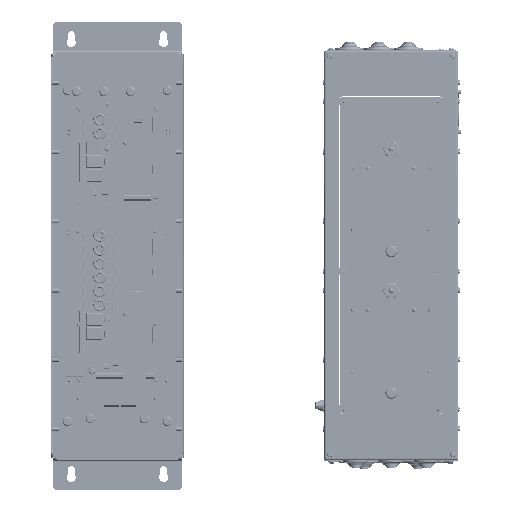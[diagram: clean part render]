
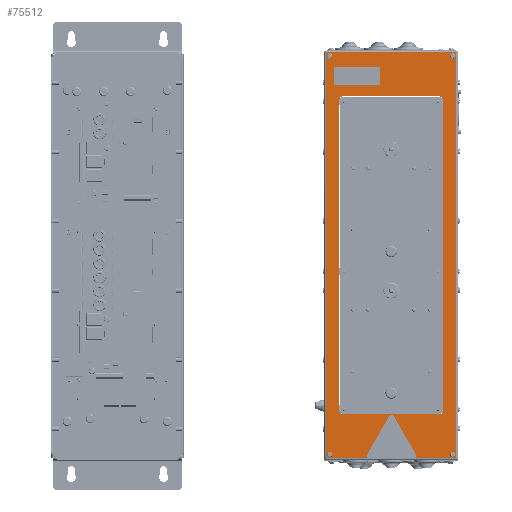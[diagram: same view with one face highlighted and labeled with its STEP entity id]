
A CAD part, top view. The second image highlights one B-rep face of the part: STEP entity #75512.
In plain terms, the highlighted planar face has unit normal (0, 0, 1).
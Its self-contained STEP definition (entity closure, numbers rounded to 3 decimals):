
#75512=ADVANCED_FACE('',(#142887,#142889,#142891,#142893,#142895,#142897),#142899,
.T.);
#142887=FACE_BOUND('',#142888,.T.);
#142888=EDGE_LOOP('',(#186519,#186520,#186521,#186522));
#142889=FACE_BOUND('',#142890,.T.);
#142890=EDGE_LOOP('',(#186523,#186524,#186525,#186526,#186527,#186528,#186529,#186530));
#142891=FACE_BOUND('',#142892,.T.);
#142892=EDGE_LOOP('',(#186531));
#142893=FACE_BOUND('',#142894,.T.);
#142894=EDGE_LOOP('',(#186532));
#142895=FACE_BOUND('',#142896,.T.);
#142896=EDGE_LOOP('',(#186533));
#142897=FACE_BOUND('',#142898,.T.);
#142898=EDGE_LOOP('',(#186534));
#142899=PLANE('',#142900);
#142900=AXIS2_PLACEMENT_3D('',#142901,#142902,#142903);
#142901=CARTESIAN_POINT('',(476.28,477.154,324.008));
#142902=DIRECTION('',(0.,0.,1.));
#142903=DIRECTION('',(1.,0.,0.));
#186519=ORIENTED_EDGE('',*,*,#228790,.T.);
#186520=ORIENTED_EDGE('',*,*,#228791,.T.);
#186521=ORIENTED_EDGE('',*,*,#228792,.T.);
#186522=ORIENTED_EDGE('',*,*,#228793,.T.);
#186523=ORIENTED_EDGE('',*,*,#228742,.T.);
#186524=ORIENTED_EDGE('',*,*,#228757,.T.);
#186525=ORIENTED_EDGE('',*,*,#228755,.T.);
#186526=ORIENTED_EDGE('',*,*,#228753,.T.);
#186527=ORIENTED_EDGE('',*,*,#228751,.T.);
#186528=ORIENTED_EDGE('',*,*,#228749,.T.);
#186529=ORIENTED_EDGE('',*,*,#228747,.T.);
#186530=ORIENTED_EDGE('',*,*,#228745,.T.);
#186531=ORIENTED_EDGE('',*,*,#228741,.T.);
#186532=ORIENTED_EDGE('',*,*,#228740,.T.);
#186533=ORIENTED_EDGE('',*,*,#228739,.T.);
#186534=ORIENTED_EDGE('',*,*,#228738,.T.);
#228738=EDGE_CURVE('',#275148,#275148,#275149,.F.);
#228739=EDGE_CURVE('',#275150,#275150,#275151,.F.);
#228740=EDGE_CURVE('',#275152,#275152,#275153,.F.);
#228741=EDGE_CURVE('',#275154,#275154,#275155,.F.);
#228742=EDGE_CURVE('',#275156,#275157,#275158,.F.);
#228745=EDGE_CURVE('',#275161,#275156,#275162,.F.);
#228747=EDGE_CURVE('',#275164,#275161,#275165,.F.);
#228749=EDGE_CURVE('',#275167,#275164,#275168,.F.);
#228751=EDGE_CURVE('',#275170,#275167,#275171,.F.);
#228753=EDGE_CURVE('',#275173,#275170,#275174,.F.);
#228755=EDGE_CURVE('',#275176,#275173,#275177,.F.);
#228757=EDGE_CURVE('',#275157,#275176,#275179,.F.);
#228790=EDGE_CURVE('',#275192,#275180,#275232,.T.);
#228791=EDGE_CURVE('',#275180,#275218,#275233,.T.);
#228792=EDGE_CURVE('',#275218,#275205,#275234,.T.);
#228793=EDGE_CURVE('',#275205,#275192,#275235,.T.);
#275148=VERTEX_POINT('',#381514);
#275149=CIRCLE('',#381515,2.5);
#275150=VERTEX_POINT('',#381519);
#275151=CIRCLE('',#381520,2.5);
#275152=VERTEX_POINT('',#381524);
#275153=CIRCLE('',#381525,2.5);
#275154=VERTEX_POINT('',#381529);
#275155=CIRCLE('',#381530,2.5);
#275156=VERTEX_POINT('',#381534);
#275157=VERTEX_POINT('',#381535);
#275158=LINE('',#381536,#381537);
#275161=VERTEX_POINT('',#381545);
#275162=CIRCLE('',#381546,5.);
#275164=VERTEX_POINT('',#381553);
#275165=LINE('',#381554,#381555);
#275167=VERTEX_POINT('',#381560);
#275168=CIRCLE('',#381561,5.);
#275170=VERTEX_POINT('',#381568);
#275171=LINE('',#381569,#381570);
#275173=VERTEX_POINT('',#381575);
#275174=CIRCLE('',#381576,5.);
#275176=VERTEX_POINT('',#381583);
#275177=LINE('',#381584,#381585);
#275179=CIRCLE('',#381590,5.);
#275180=VERTEX_POINT('',#381594);
#275192=VERTEX_POINT('',#381699);
#275205=VERTEX_POINT('',#381888);
#275218=VERTEX_POINT('',#382077);
#275232=LINE('',#382283,#382284);
#275233=LINE('',#382286,#382287);
#275234=LINE('',#382289,#382290);
#275235=LINE('',#382292,#382293);
#381514=CARTESIAN_POINT('',(553.78,736.154,324.008));
#381515=AXIS2_PLACEMENT_3D('',#381516,#381517,#381518);
#381516=CARTESIAN_POINT('',(556.28,736.154,324.008));
#381517=DIRECTION('',(0.,0.,1.));
#381518=DIRECTION('',(-1.,0.,0.));
#381519=CARTESIAN_POINT('',(393.78,736.154,324.008));
#381520=AXIS2_PLACEMENT_3D('',#381521,#381522,#381523);
#381521=CARTESIAN_POINT('',(396.28,736.154,324.008));
#381522=DIRECTION('',(0.,0.,1.));
#381523=DIRECTION('',(-1.,0.,0.));
#381524=CARTESIAN_POINT('',(553.78,218.154,324.008));
#381525=AXIS2_PLACEMENT_3D('',#381526,#381527,#381528);
#381526=CARTESIAN_POINT('',(556.28,218.154,324.008));
#381527=DIRECTION('',(0.,0.,1.));
#381528=DIRECTION('',(-1.,0.,0.));
#381529=CARTESIAN_POINT('',(393.78,218.154,324.008));
#381530=AXIS2_PLACEMENT_3D('',#381531,#381532,#381533);
#381531=CARTESIAN_POINT('',(396.28,218.154,324.008));
#381532=DIRECTION('',(0.,0.,1.));
#381533=DIRECTION('',(-1.,0.,0.));
#381534=CARTESIAN_POINT('',(543.78,678.654,324.008));
#381535=CARTESIAN_POINT('',(543.78,275.654,324.008));
#381536=CARTESIAN_POINT('',(543.78,275.654,324.008));
#381537=VECTOR('',#381538,1.);
#381538=DIRECTION('',(0.,1.,0.));
#381545=CARTESIAN_POINT('',(538.78,683.654,324.008));
#381546=AXIS2_PLACEMENT_3D('',#381547,#381548,#381549);
#381547=CARTESIAN_POINT('',(538.78,678.654,324.008));
#381548=DIRECTION('',(0.,0.,1.));
#381549=DIRECTION('',(1.,0.,0.));
#381553=CARTESIAN_POINT('',(413.78,683.654,324.008));
#381554=CARTESIAN_POINT('',(538.78,683.654,324.008));
#381555=VECTOR('',#381556,1.);
#381556=DIRECTION('',(-1.,0.,0.));
#381560=CARTESIAN_POINT('',(408.78,678.654,324.008));
#381561=AXIS2_PLACEMENT_3D('',#381562,#381563,#381564);
#381562=CARTESIAN_POINT('',(413.78,678.654,324.008));
#381563=DIRECTION('',(0.,0.,1.));
#381564=DIRECTION('',(0.,1.,0.));
#381568=CARTESIAN_POINT('',(408.78,275.654,324.008));
#381569=CARTESIAN_POINT('',(408.78,678.654,324.008));
#381570=VECTOR('',#381571,1.);
#381571=DIRECTION('',(0.,-1.,0.));
#381575=CARTESIAN_POINT('',(413.78,270.654,324.008));
#381576=AXIS2_PLACEMENT_3D('',#381577,#381578,#381579);
#381577=CARTESIAN_POINT('',(413.78,275.654,324.008));
#381578=DIRECTION('',(0.,0.,1.));
#381579=DIRECTION('',(-1.,0.,0.));
#381583=CARTESIAN_POINT('',(538.78,270.654,324.008));
#381584=CARTESIAN_POINT('',(413.78,270.654,324.008));
#381585=VECTOR('',#381586,1.);
#381586=DIRECTION('',(1.,0.,0.));
#381590=AXIS2_PLACEMENT_3D('',#381591,#381592,#381593);
#381591=CARTESIAN_POINT('',(538.78,275.654,324.008));
#381592=DIRECTION('',(0.,0.,1.));
#381593=DIRECTION('',(0.,-1.,0.));
#381594=CARTESIAN_POINT('',(391.58,740.854,324.008));
#381699=CARTESIAN_POINT('',(560.98,740.854,324.008));
#381888=CARTESIAN_POINT('',(560.98,213.454,324.008));
#382077=CARTESIAN_POINT('',(391.58,213.454,324.008));
#382283=CARTESIAN_POINT('',(560.98,740.854,324.008));
#382284=VECTOR('',#382285,1.);
#382285=DIRECTION('',(-1.,0.,0.));
#382286=CARTESIAN_POINT('',(391.58,740.854,324.008));
#382287=VECTOR('',#382288,1.);
#382288=DIRECTION('',(0.,-1.,0.));
#382289=CARTESIAN_POINT('',(391.58,213.454,324.008));
#382290=VECTOR('',#382291,1.);
#382291=DIRECTION('',(1.,0.,0.));
#382292=CARTESIAN_POINT('',(560.98,213.454,324.008));
#382293=VECTOR('',#382294,1.);
#382294=DIRECTION('',(0.,1.,0.));
